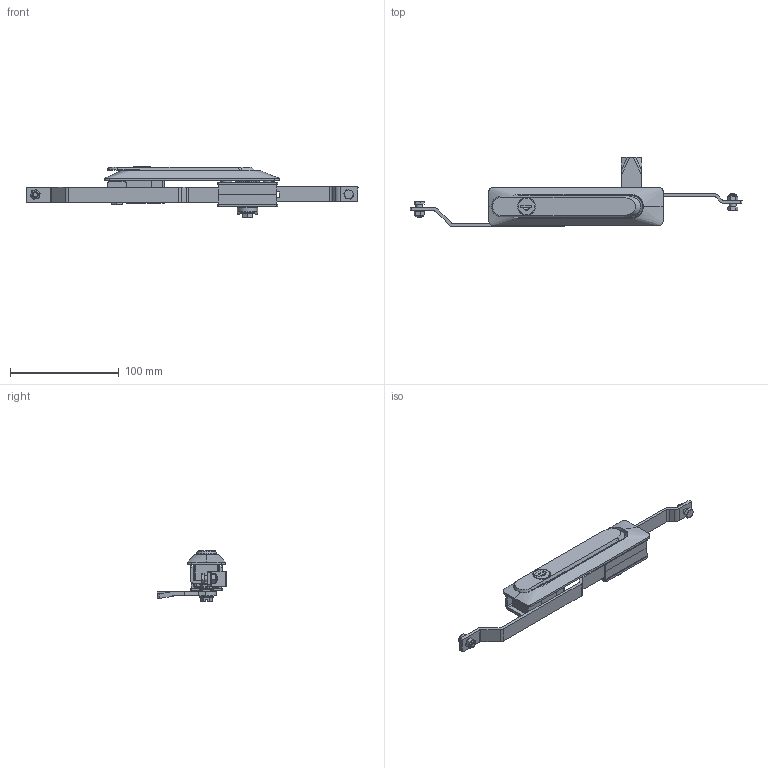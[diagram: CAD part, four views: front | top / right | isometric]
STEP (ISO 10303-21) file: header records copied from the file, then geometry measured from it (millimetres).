
FILE_DESCRIPTION(('STEP AP203'),'1');
FILE_NAME('209.1.1.03.30.step','2015-02-20T13:04:48',(' '),(' '),'Spatial InterOp 3D',' ',' ');
FILE_SCHEMA(('CONFIG_CONTROL_DESIGN'));
Length unit declared in the file: millimetre
Products named in the file (22): 1; 2; 3; 4; 5; 6; 7; 8; 9; 10; 11; 12; 13; 14; 15; 16; 17; 18; 19; 20; 21; 22
Bounding box: 305 x 63.4 x 46.5 mm (x, y, z)
Volume: 90711 mm3; surface area: 75732.8 mm2
Topology: 22 solids, 22 shells, 1494 faces, 4080 edges, 2664 vertices
Faces by surface type: plane 914, cylinder 378, cone 80, bspline 60, torus 42, sphere 13, extrusion 7
Full cylindrical faces by diameter (mm): 3.3 x3, 4 x4, 4.2 x3, 5 x9, 5.3 x4, 5.5 x1, 6 x2, 6.3 x1, 7 x2, 7.2 x1, 7.5 x2, 7.6 x2, 8 x2, 10 x6, 10.4 x4, 12 x2, 12.2 x1, 12.5 x2, 13.85 x2, 14.2 x2, 15 x1, 15.1 x1, 15.7 x1, 15.8 x1, 16 x1, 16.1 x2, 16.2 x1, 21.8 x1
Entity records: 53303 total; most frequent: CARTESIAN_POINT 14898, ORIENTED_EDGE 7872, DIRECTION 7701, EDGE_CURVE 3936, AXIS2_PLACEMENT_3D 2671, VERTEX_POINT 2622, VECTOR 2359, LINE 2352
